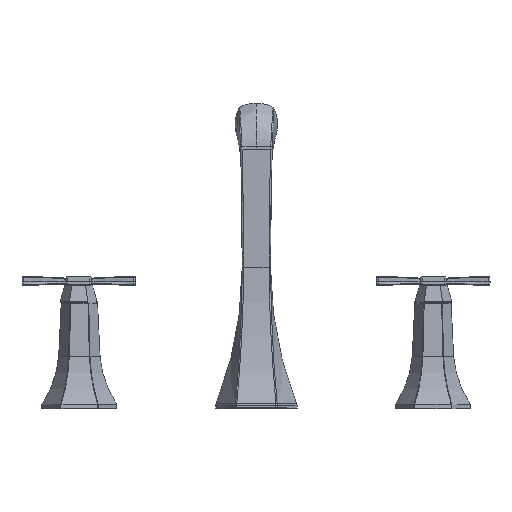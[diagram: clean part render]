
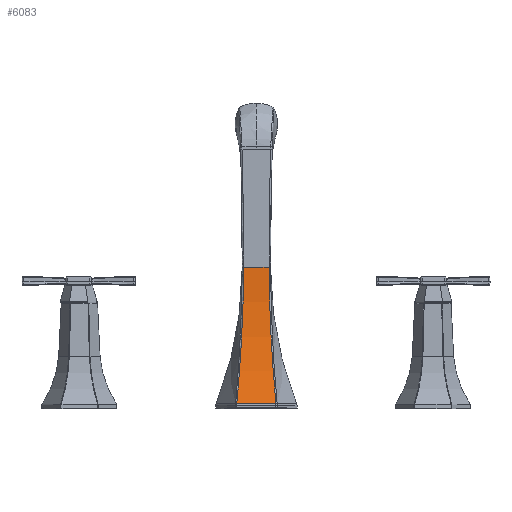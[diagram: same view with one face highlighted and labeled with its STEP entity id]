
A CAD part, top view. The second image highlights one B-rep face of the part: STEP entity #6083.
In plain terms, the highlighted cylindrical face has radius 278.15 mm (diameter 556.3 mm), a partial arc.
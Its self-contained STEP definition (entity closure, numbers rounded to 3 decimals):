
#5337=CARTESIAN_POINT('Vertex',(-9.,135.,7.5)) ;
#5619=CARTESIAN_POINT('Vertex',(-13.808,38.731,24.691)) ;
#5623=CARTESIAN_POINT('Control Point',(-10.392,85.666,11.91)) ;
#5624=CARTESIAN_POINT('Control Point',(-10.587,81.91,12.587)) ;
#5625=CARTESIAN_POINT('Control Point',(-10.796,78.169,13.328)) ;
#5626=CARTESIAN_POINT('Control Point',(-11.019,74.445,14.132)) ;
#5627=CARTESIAN_POINT('Control Point',(-11.625,64.975,16.346)) ;
#5628=CARTESIAN_POINT('Control Point',(-12.324,55.612,18.971)) ;
#5629=CARTESIAN_POINT('Control Point',(-12.783,49.951,20.722)) ;
#5630=CARTESIAN_POINT('Control Point',(-13.278,44.326,22.627)) ;
#5631=CARTESIAN_POINT('Control Point',(-13.808,38.731,24.691)) ;
#5632=CARTESIAN_POINT('Vertex',(-10.392,85.666,11.91)) ;
#5636=CARTESIAN_POINT('Control Point',(-9.,135.,7.5)) ;
#5637=CARTESIAN_POINT('Control Point',(-9.,126.726,7.5)) ;
#5638=CARTESIAN_POINT('Control Point',(-9.113,118.45,7.808)) ;
#5639=CARTESIAN_POINT('Control Point',(-9.336,110.213,8.423)) ;
#5640=CARTESIAN_POINT('Control Point',(-9.69,100.361,9.526)) ;
#5641=CARTESIAN_POINT('Control Point',(-10.144,90.605,11.058)) ;
#5642=CARTESIAN_POINT('Control Point',(-10.224,88.956,11.33)) ;
#5643=CARTESIAN_POINT('Control Point',(-10.306,87.31,11.614)) ;
#5644=CARTESIAN_POINT('Control Point',(-10.392,85.666,11.91)) ;
#6026=CARTESIAN_POINT('Axis2P3D Location',(14.,135.,285.65)) ;
#6032=CARTESIAN_POINT('Control Point',(9.,135.,7.5)) ;
#6033=CARTESIAN_POINT('Control Point',(9.,131.027,7.5)) ;
#6034=CARTESIAN_POINT('Control Point',(9.026,127.054,7.571)) ;
#6035=CARTESIAN_POINT('Control Point',(9.078,123.091,7.712)) ;
#6036=CARTESIAN_POINT('Control Point',(9.209,116.149,8.085)) ;
#6037=CARTESIAN_POINT('Control Point',(9.406,109.23,8.672)) ;
#6038=CARTESIAN_POINT('Control Point',(9.502,106.265,8.964)) ;
#6039=CARTESIAN_POINT('Control Point',(9.713,100.344,9.627)) ;
#6040=CARTESIAN_POINT('Control Point',(9.963,94.451,10.447)) ;
#6041=CARTESIAN_POINT('Control Point',(10.097,91.514,10.896)) ;
#6042=CARTESIAN_POINT('Control Point',(10.24,88.586,11.384)) ;
#6043=CARTESIAN_POINT('Control Point',(10.392,85.666,11.91)) ;
#6044=CARTESIAN_POINT('Vertex',(9.,135.,7.5)) ;
#6046=CARTESIAN_POINT('Vertex',(10.392,85.666,11.91)) ;
#6049=CARTESIAN_POINT('Line Origine',(14.,135.,7.5)) ;
#6054=CARTESIAN_POINT('Line Origine',(14.,38.731,24.691)) ;
#6058=CARTESIAN_POINT('Vertex',(13.808,38.731,24.691)) ;
#6062=CARTESIAN_POINT('Control Point',(10.392,85.666,11.91)) ;
#6063=CARTESIAN_POINT('Control Point',(10.581,82.01,12.569)) ;
#6064=CARTESIAN_POINT('Control Point',(10.785,78.367,13.288)) ;
#6065=CARTESIAN_POINT('Control Point',(11.001,74.738,14.068)) ;
#6066=CARTESIAN_POINT('Control Point',(11.418,68.195,15.589)) ;
#6067=CARTESIAN_POINT('Control Point',(11.879,61.704,17.306)) ;
#6068=CARTESIAN_POINT('Control Point',(12.095,58.799,18.116)) ;
#6069=CARTESIAN_POINT('Control Point',(12.544,53.004,19.818)) ;
#6070=CARTESIAN_POINT('Control Point',(13.03,47.256,21.676)) ;
#6071=CARTESIAN_POINT('Control Point',(13.281,44.401,22.643)) ;
#6072=CARTESIAN_POINT('Control Point',(13.54,41.56,23.647)) ;
#6073=CARTESIAN_POINT('Control Point',(13.808,38.731,24.691)) ;
#6051=VECTOR('Line Direction',#6050,1.) ;
#6056=VECTOR('Line Direction',#6055,1.) ;
#6027=DIRECTION('Axis2P3D Direction',(1.,0.,-0.)) ;
#6028=DIRECTION('Axis2P3D XDirection',(0.,-0.177,-0.984)) ;
#6050=DIRECTION('Vector Direction',(1.,0.,0.)) ;
#6055=DIRECTION('Vector Direction',(1.,0.,0.)) ;
#6029=AXIS2_PLACEMENT_3D('Cylinder Axis2P3D',#6026,#6027,#6028) ;
#6052=LINE('Line',#6049,#6051) ;
#6057=LINE('Line',#6054,#6056) ;
#6030=CYLINDRICAL_SURFACE('generated cylinder',#6029,278.15) ;
#5634=EDGE_CURVE('',#5633,#5620,#5622,.T.) ;
#5645=EDGE_CURVE('',#5338,#5633,#5635,.T.) ;
#6048=EDGE_CURVE('',#6045,#6047,#6031,.T.) ;
#6053=EDGE_CURVE('',#5338,#6045,#6052,.T.) ;
#6060=EDGE_CURVE('',#5620,#6059,#6057,.T.) ;
#6074=EDGE_CURVE('',#6047,#6059,#6061,.T.) ;
#6076=ORIENTED_EDGE('',*,*,#6048,.F.) ;
#6077=ORIENTED_EDGE('',*,*,#6053,.F.) ;
#6078=ORIENTED_EDGE('',*,*,#5645,.T.) ;
#6079=ORIENTED_EDGE('',*,*,#5634,.T.) ;
#6080=ORIENTED_EDGE('',*,*,#6060,.T.) ;
#6081=ORIENTED_EDGE('',*,*,#6074,.F.) ;
#6075=EDGE_LOOP('',(#6076,#6077,#6078,#6079,#6080,#6081)) ;
#5338=VERTEX_POINT('',#5337) ;
#5620=VERTEX_POINT('',#5619) ;
#5633=VERTEX_POINT('',#5632) ;
#6045=VERTEX_POINT('',#6044) ;
#6047=VERTEX_POINT('',#6046) ;
#6059=VERTEX_POINT('',#6058) ;
#6083=ADVANCED_FACE('P30837.1\\PartBody',(#6082),#6030,.F.) ;
#5622=B_SPLINE_CURVE_WITH_KNOTS('',5,(#5623,#5624,#5625,#5626,#5627,#5628,#5629,#5630,#5631),.UNSPECIFIED.,.F.,.U.,(6,3,6),(77.805,96.978,126.791),.UNSPECIFIED.) ;
#5635=B_SPLINE_CURVE_WITH_KNOTS('',5,(#5636,#5637,#5638,#5639,#5640,#5641,#5642,#5643,#5644),.UNSPECIFIED.,.F.,.U.,(6,3,6),(28.265,69.416,77.805),.UNSPECIFIED.) ;
#6031=B_SPLINE_CURVE_WITH_KNOTS('',5,(#6032,#6033,#6034,#6035,#6036,#6037,#6038,#6039,#6040,#6041,#6042,#6043),.UNSPECIFIED.,.F.,.U.,(6,3,3,6),(0.,28.01,49.044,70.079),.UNSPECIFIED.) ;
#6061=B_SPLINE_CURVE_WITH_KNOTS('',5,(#6062,#6063,#6064,#6065,#6066,#6067,#6068,#6069,#6070,#6071,#6072,#6073),.UNSPECIFIED.,.F.,.U.,(6,3,3,6),(0.,26.341,47.7,69.06),.UNSPECIFIED.) ;
#6082=FACE_OUTER_BOUND('',#6075,.T.) ;
